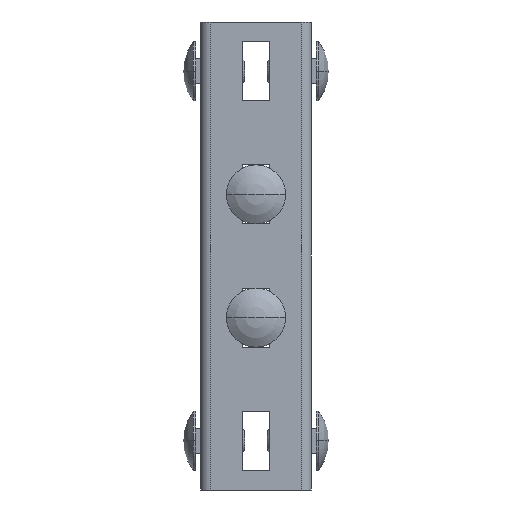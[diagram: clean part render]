
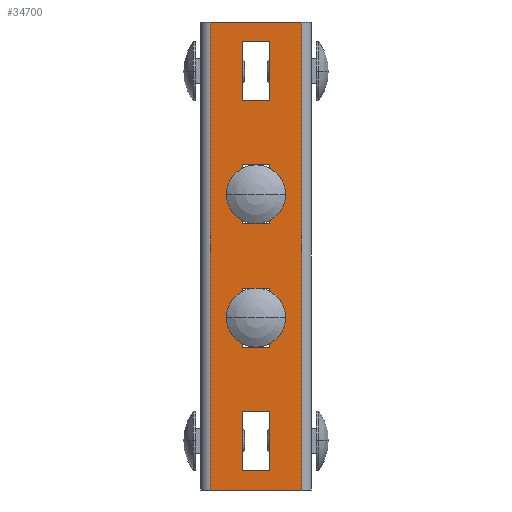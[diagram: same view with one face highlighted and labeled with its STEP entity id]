
A CAD part, front view. The second image highlights one B-rep face of the part: STEP entity #34700.
In plain terms, the highlighted planar face has unit normal (0, -1, 0).
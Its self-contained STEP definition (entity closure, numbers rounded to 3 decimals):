
#27060=CARTESIAN_POINT('',(-18.5,0.,-95.));
#27070=VERTEX_POINT('',#27060);
#27100=CARTESIAN_POINT('',(0.,0.,-95.));
#27110=DIRECTION('',(1.,0.,0.));
#27120=VECTOR('',#27110,1.);
#27130=LINE('',#27100,#27120);
#27140=CARTESIAN_POINT('',(18.5,0.,-95.));
#27150=VERTEX_POINT('',#27140);
#27160=EDGE_CURVE('',#27070,#27150,#27130,.T.);
#28760=CARTESIAN_POINT('',(18.5,0.,95.));
#28770=VERTEX_POINT('',#28760);
#28800=CARTESIAN_POINT('',(0.,0.,95.));
#28810=DIRECTION('',(1.,0.,0.));
#28820=VECTOR('',#28810,1.);
#28830=LINE('',#28800,#28820);
#28840=CARTESIAN_POINT('',(-18.5,0.,95.));
#28850=VERTEX_POINT('',#28840);
#28860=EDGE_CURVE('',#28850,#28770,#28830,.T.);
#33130=CARTESIAN_POINT('',(22.5,0.,-95.));
#33140=DIRECTION('',(0.,-1.,0.));
#33150=DIRECTION('',(1.,0.,0.));
#33160=AXIS2_PLACEMENT_3D('',#33130,#33140,#33150);
#33170=PLANE('',#33160);
#33180=ORIENTED_EDGE('',*,*,#27160,.T.);
#33190=CARTESIAN_POINT('',(-18.5,0.,-95.));
#33200=DIRECTION('',(0.,0.,1.));
#33210=VECTOR('',#33200,1.);
#33220=LINE('',#33190,#33210);
#33230=EDGE_CURVE('',#27070,#28850,#33220,.T.);
#33240=ORIENTED_EDGE('',*,*,#33230,.F.);
#33250=ORIENTED_EDGE('',*,*,#28860,.F.);
#33260=CARTESIAN_POINT('',(18.5,0.,-95.));
#33270=DIRECTION('',(0.,0.,1.));
#33280=VECTOR('',#33270,1.);
#33290=LINE('',#33260,#33280);
#33300=EDGE_CURVE('',#27150,#28770,#33290,.T.);
#33310=ORIENTED_EDGE('',*,*,#33300,.T.);
#33320=EDGE_LOOP('',(#33310,#33250,#33240,#33180));
#33330=FACE_OUTER_BOUND('',#33320,.T.);
#33340=CARTESIAN_POINT('',(-20.5,0.,13.));
#33350=DIRECTION('',(1.,0.,0.));
#33360=VECTOR('',#33350,1.);
#33370=LINE('',#33340,#33360);
#33380=CARTESIAN_POINT('',(-5.5,0.,13.));
#33390=VERTEX_POINT('',#33380);
#33400=CARTESIAN_POINT('',(5.5,0.,13.));
#33410=VERTEX_POINT('',#33400);
#33420=EDGE_CURVE('',#33390,#33410,#33370,.T.);
#33430=ORIENTED_EDGE('',*,*,#33420,.F.);
#33440=CARTESIAN_POINT('',(5.5,0.,-95.));
#33450=DIRECTION('',(0.,0.,1.));
#33460=VECTOR('',#33450,1.);
#33470=LINE('',#33440,#33460);
#33480=CARTESIAN_POINT('',(5.5,0.,37.));
#33490=VERTEX_POINT('',#33480);
#33500=EDGE_CURVE('',#33410,#33490,#33470,.T.);
#33510=ORIENTED_EDGE('',*,*,#33500,.F.);
#33520=CARTESIAN_POINT('',(-20.5,0.,37.));
#33530=DIRECTION('',(-1.,0.,0.));
#33540=VECTOR('',#33530,1.);
#33550=LINE('',#33520,#33540);
#33560=CARTESIAN_POINT('',(-5.5,0.,37.));
#33570=VERTEX_POINT('',#33560);
#33580=EDGE_CURVE('',#33490,#33570,#33550,.T.);
#33590=ORIENTED_EDGE('',*,*,#33580,.F.);
#33600=CARTESIAN_POINT('',(-5.5,0.,-95.));
#33610=DIRECTION('',(0.,0.,-1.));
#33620=VECTOR('',#33610,1.);
#33630=LINE('',#33600,#33620);
#33640=EDGE_CURVE('',#33570,#33390,#33630,.T.);
#33650=ORIENTED_EDGE('',*,*,#33640,.F.);
#33660=EDGE_LOOP('',(#33650,#33590,#33510,#33430));
#33670=FACE_BOUND('',#33660,.T.);
#33680=CARTESIAN_POINT('',(-5.5,0.,-95.));
#33690=DIRECTION('',(0.,0.,-1.));
#33700=VECTOR('',#33690,1.);
#33710=LINE('',#33680,#33700);
#33720=CARTESIAN_POINT('',(-5.5,0.,87.));
#33730=VERTEX_POINT('',#33720);
#33740=CARTESIAN_POINT('',(-5.5,0.,63.));
#33750=VERTEX_POINT('',#33740);
#33760=EDGE_CURVE('',#33730,#33750,#33710,.T.);
#33770=ORIENTED_EDGE('',*,*,#33760,.F.);
#33780=CARTESIAN_POINT('',(-20.5,0.,63.));
#33790=DIRECTION('',(1.,0.,0.));
#33800=VECTOR('',#33790,1.);
#33810=LINE('',#33780,#33800);
#33820=CARTESIAN_POINT('',(5.5,0.,63.));
#33830=VERTEX_POINT('',#33820);
#33840=EDGE_CURVE('',#33750,#33830,#33810,.T.);
#33850=ORIENTED_EDGE('',*,*,#33840,.F.);
#33860=CARTESIAN_POINT('',(5.5,0.,-95.));
#33870=DIRECTION('',(0.,0.,1.));
#33880=VECTOR('',#33870,1.);
#33890=LINE('',#33860,#33880);
#33900=CARTESIAN_POINT('',(5.5,0.,87.));
#33910=VERTEX_POINT('',#33900);
#33920=EDGE_CURVE('',#33830,#33910,#33890,.T.);
#33930=ORIENTED_EDGE('',*,*,#33920,.F.);
#33940=CARTESIAN_POINT('',(-20.5,0.,87.));
#33950=DIRECTION('',(-1.,0.,0.));
#33960=VECTOR('',#33950,1.);
#33970=LINE('',#33940,#33960);
#33980=EDGE_CURVE('',#33910,#33730,#33970,.T.);
#33990=ORIENTED_EDGE('',*,*,#33980,.F.);
#34000=EDGE_LOOP('',(#33990,#33930,#33850,#33770));
#34010=FACE_BOUND('',#34000,.T.);
#34020=CARTESIAN_POINT('',(-5.5,0.,-95.));
#34030=DIRECTION('',(0.,0.,-1.));
#34040=VECTOR('',#34030,1.);
#34050=LINE('',#34020,#34040);
#34060=CARTESIAN_POINT('',(-5.5,0.,-13.));
#34070=VERTEX_POINT('',#34060);
#34080=CARTESIAN_POINT('',(-5.5,0.,-37.));
#34090=VERTEX_POINT('',#34080);
#34100=EDGE_CURVE('',#34070,#34090,#34050,.T.);
#34110=ORIENTED_EDGE('',*,*,#34100,.F.);
#34120=CARTESIAN_POINT('',(-20.5,0.,-37.));
#34130=DIRECTION('',(1.,0.,0.));
#34140=VECTOR('',#34130,1.);
#34150=LINE('',#34120,#34140);
#34160=CARTESIAN_POINT('',(5.5,0.,-37.));
#34170=VERTEX_POINT('',#34160);
#34180=EDGE_CURVE('',#34090,#34170,#34150,.T.);
#34190=ORIENTED_EDGE('',*,*,#34180,.F.);
#34200=CARTESIAN_POINT('',(5.5,0.,-95.));
#34210=DIRECTION('',(0.,0.,1.));
#34220=VECTOR('',#34210,1.);
#34230=LINE('',#34200,#34220);
#34240=CARTESIAN_POINT('',(5.5,0.,-13.));
#34250=VERTEX_POINT('',#34240);
#34260=EDGE_CURVE('',#34170,#34250,#34230,.T.);
#34270=ORIENTED_EDGE('',*,*,#34260,.F.);
#34280=CARTESIAN_POINT('',(-20.5,0.,-13.));
#34290=DIRECTION('',(-1.,0.,0.));
#34300=VECTOR('',#34290,1.);
#34310=LINE('',#34280,#34300);
#34320=EDGE_CURVE('',#34250,#34070,#34310,.T.);
#34330=ORIENTED_EDGE('',*,*,#34320,.F.);
#34340=EDGE_LOOP('',(#34330,#34270,#34190,#34110));
#34350=FACE_BOUND('',#34340,.T.);
#34360=CARTESIAN_POINT('',(-20.5,0.,-87.));
#34370=DIRECTION('',(1.,0.,0.));
#34380=VECTOR('',#34370,1.);
#34390=LINE('',#34360,#34380);
#34400=CARTESIAN_POINT('',(-5.5,0.,-87.));
#34410=VERTEX_POINT('',#34400);
#34420=CARTESIAN_POINT('',(5.5,0.,-87.));
#34430=VERTEX_POINT('',#34420);
#34440=EDGE_CURVE('',#34410,#34430,#34390,.T.);
#34450=ORIENTED_EDGE('',*,*,#34440,.F.);
#34460=CARTESIAN_POINT('',(5.5,0.,-95.));
#34470=DIRECTION('',(0.,0.,1.));
#34480=VECTOR('',#34470,1.);
#34490=LINE('',#34460,#34480);
#34500=CARTESIAN_POINT('',(5.5,0.,-63.));
#34510=VERTEX_POINT('',#34500);
#34520=EDGE_CURVE('',#34430,#34510,#34490,.T.);
#34530=ORIENTED_EDGE('',*,*,#34520,.F.);
#34540=CARTESIAN_POINT('',(-20.5,0.,-63.));
#34550=DIRECTION('',(-1.,0.,0.));
#34560=VECTOR('',#34550,1.);
#34570=LINE('',#34540,#34560);
#34580=CARTESIAN_POINT('',(-5.5,0.,-63.));
#34590=VERTEX_POINT('',#34580);
#34600=EDGE_CURVE('',#34510,#34590,#34570,.T.);
#34610=ORIENTED_EDGE('',*,*,#34600,.F.);
#34620=CARTESIAN_POINT('',(-5.5,0.,-95.));
#34630=DIRECTION('',(0.,0.,-1.));
#34640=VECTOR('',#34630,1.);
#34650=LINE('',#34620,#34640);
#34660=EDGE_CURVE('',#34590,#34410,#34650,.T.);
#34670=ORIENTED_EDGE('',*,*,#34660,.F.);
#34680=EDGE_LOOP('',(#34670,#34610,#34530,#34450));
#34690=FACE_BOUND('',#34680,.T.);
#34700=ADVANCED_FACE('',(#33330,#33670,#34010,#34350,#34690),#33170,.T.)
;
